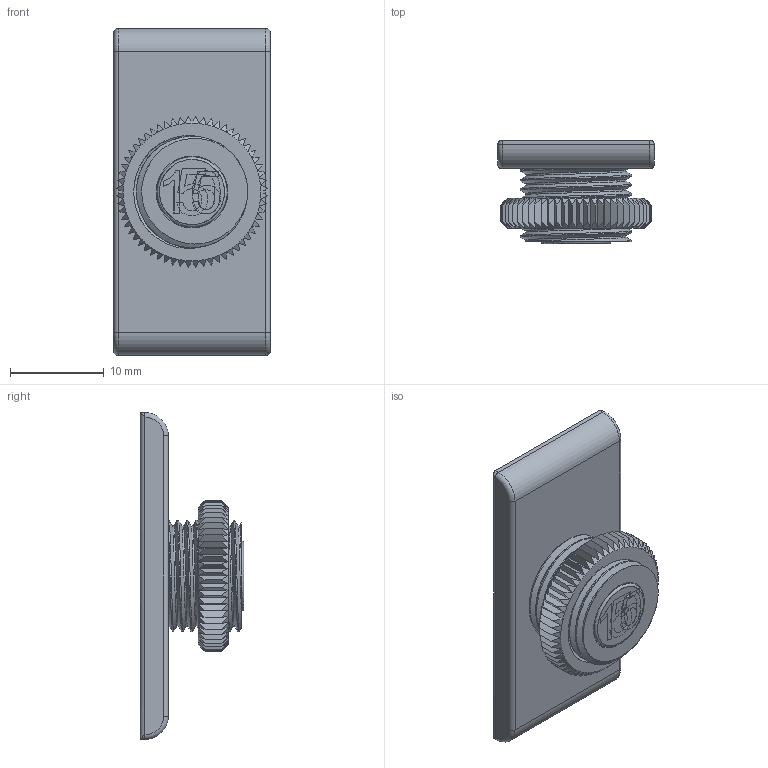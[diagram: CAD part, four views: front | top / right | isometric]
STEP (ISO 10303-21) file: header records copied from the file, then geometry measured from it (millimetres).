
FILE_DESCRIPTION(/* description */ (''),/* implementation_level */ '2;1');
FILE_NAME(/* name */ 'Modified Tyco Circuit Breaker_v14.step',/* time_stamp */ '2021-12-11T14:17:57-07:00',/* author */ (''),/* organization */ (''),/* preprocessor_version */ 'ST-DEVELOPER v18.1',/* originating_system */ 'Autodesk Translation Framework v10.10.0.1391',/* authorisation */ '');
FILE_SCHEMA (('AUTOMOTIVE_DESIGN { 1 0 10303 214 3 1 1 }'));
Length unit declared in the file: millimetre
Products named in the file (7): Modified Tyco Circuit Breaker; Nut; BackFace; Little Buttons; 5A Little Button; 10A Little Button; 15A Little Button
Assembly tree (6 placements, depth 3):
  Modified Tyco Circuit Breaker
    Nut
    BackFace
    Little Buttons
      5A Little Button
      10A Little Button
      15A Little Button
Bounding box: 16.75 x 11.05 x 34.9 mm (x, y, z)
Volume: 2965.6 mm3; surface area: 3146.9 mm2
Topology: 5 solids, 5 shells, 396 faces, 881 edges, 502 vertices
Faces by surface type: plane 166, cone 120, bspline 62, cylinder 41, torus 7
Full cylindrical faces by diameter (mm): 7.45 x3, 7.65 x1, 10.741 x7, 11.335 x2, 11.884 x7, 12.452 x3
Entity records: 14245 total; most frequent: CARTESIAN_POINT 6542, ORIENTED_EDGE 1762, DIRECTION 1325, EDGE_CURVE 881, AXIS2_PLACEMENT_3D 515, VERTEX_POINT 502, EDGE_LOOP 405, FACE_OUTER_BOUND 396
